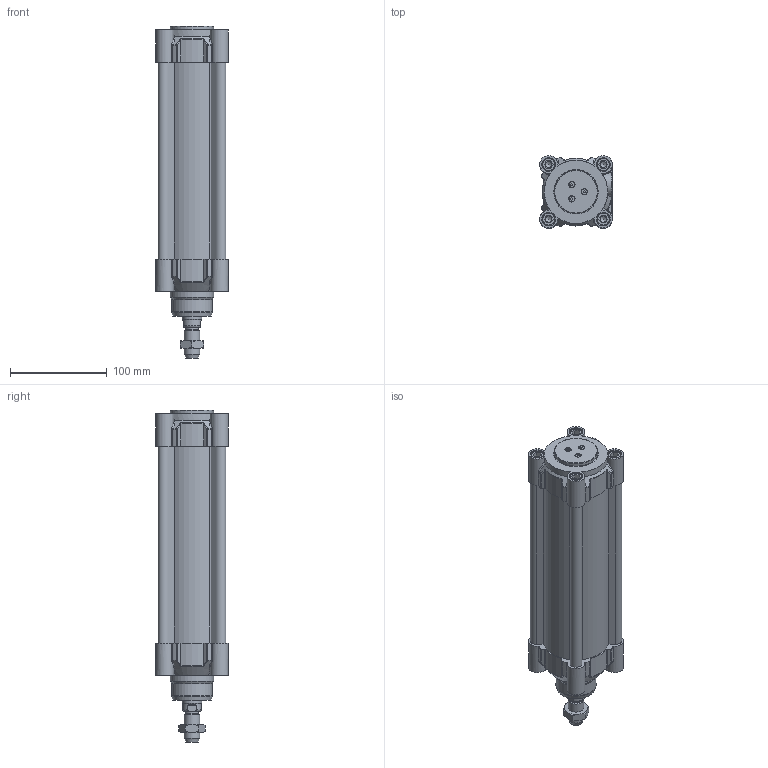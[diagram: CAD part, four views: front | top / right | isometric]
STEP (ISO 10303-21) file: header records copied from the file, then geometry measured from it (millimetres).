
FILE_DESCRIPTION(/* description */ (''),/* implementation_level */ '2;1');
FILE_NAME(/* name */ 'HDMA063.150.GS.M.stp',/* time_stamp */ '2021-03-09T15:30:18+01:00',/* author */ ('carlo.corazza'),/* organization */ (''),/* preprocessor_version */ 'ST-DEVELOPER v18.1',/* originating_system */ 'Autodesk Inventor 2020',/* authorisation */ '');
FILE_SCHEMA (('AUTOMOTIVE_DESIGN { 1 0 10303 214 3 1 1 }'));
Length unit declared in the file: millimetre
Products named in the file (6): HDMA063.150.GS.M; TPA063; TA H063; CORPO-150; STELO-150; 29.2016.000.0
Assembly tree (5 placements, depth 2):
  HDMA063.150.GS.M
    TPA063
    TA H063
    CORPO-150
    STELO-150
    29.2016.000.0
Bounding box: 75 x 75 x 344 mm (x, y, z)
Volume: 756217.1 mm3; surface area: 253829 mm2
Topology: 5 solids, 17 shells, 1131 faces, 2854 edges, 1827 vertices
Faces by surface type: plane 366, cylinder 280, bspline 253, cone 106, torus 82, sphere 44
Full cylindrical faces by diameter (mm): 3 x4, 3.4 x1, 3.5 x3, 6 x3, 6.647 x8, 8 x8, 8.3 x8, 9.9 x2, 10 x4, 12 x1, 13 x8, 13.3 x8, 13.5 x1, 14.376 x1, 14.95 x2, 16 x1, 19.5 x1, 20 x2, 20.5 x1, 20.8 x1, 20.847 x1, 24 x1, 30 x2, 42 x1, 45 x2, 63 x2
Entity records: 40291 total; most frequent: CARTESIAN_POINT 12765, ORIENTED_EDGE 5652, DIRECTION 5158, EDGE_CURVE 2826, AXIS2_PLACEMENT_3D 1983, VERTEX_POINT 1827, EDGE_LOOP 1257, LINE 1192
